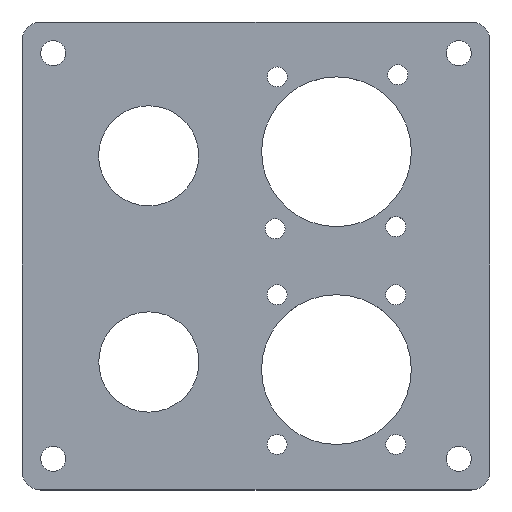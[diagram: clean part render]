
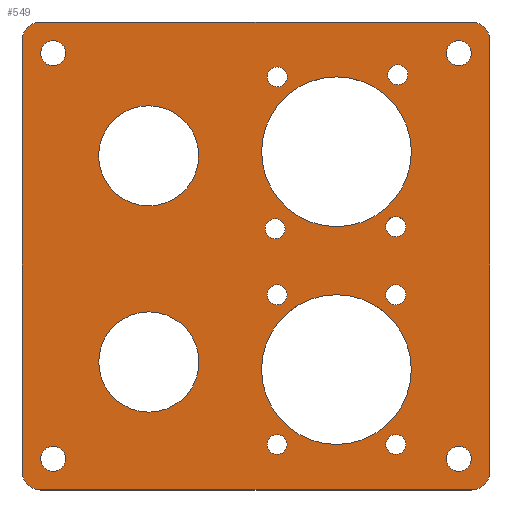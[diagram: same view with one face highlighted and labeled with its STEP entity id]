
A CAD part, top view. The second image highlights one B-rep face of the part: STEP entity #549.
In plain terms, the highlighted planar face has unit normal (0, 0, 1).
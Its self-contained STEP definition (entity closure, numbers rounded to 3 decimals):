
#15=FACE_BOUND('',#104,.T.);
#16=FACE_BOUND('',#105,.T.);
#17=FACE_BOUND('',#106,.T.);
#18=FACE_BOUND('',#107,.T.);
#19=FACE_BOUND('',#108,.T.);
#20=FACE_BOUND('',#109,.T.);
#21=FACE_BOUND('',#110,.T.);
#22=FACE_BOUND('',#111,.T.);
#23=FACE_BOUND('',#112,.T.);
#24=FACE_BOUND('',#113,.T.);
#25=FACE_BOUND('',#114,.T.);
#26=FACE_BOUND('',#115,.T.);
#27=FACE_BOUND('',#116,.T.);
#28=FACE_BOUND('',#117,.T.);
#29=FACE_BOUND('',#118,.T.);
#30=FACE_BOUND('',#119,.T.);
#51=PLANE('',#629);
#77=FACE_OUTER_BOUND('',#103,.T.);
#103=EDGE_LOOP('',(#457,#458,#459,#460,#461,#462,#463,#464));
#104=EDGE_LOOP('',(#465));
#105=EDGE_LOOP('',(#466));
#106=EDGE_LOOP('',(#467));
#107=EDGE_LOOP('',(#468));
#108=EDGE_LOOP('',(#469));
#109=EDGE_LOOP('',(#470));
#110=EDGE_LOOP('',(#471));
#111=EDGE_LOOP('',(#472));
#112=EDGE_LOOP('',(#473));
#113=EDGE_LOOP('',(#474));
#114=EDGE_LOOP('',(#475));
#115=EDGE_LOOP('',(#476));
#116=EDGE_LOOP('',(#477));
#117=EDGE_LOOP('',(#478));
#118=EDGE_LOOP('',(#479));
#119=EDGE_LOOP('',(#480));
#155=LINE('',#901,#187);
#159=LINE('',#913,#191);
#163=LINE('',#925,#195);
#167=LINE('',#937,#199);
#187=VECTOR('',#749,10.);
#191=VECTOR('',#761,10.);
#195=VECTOR('',#773,10.);
#199=VECTOR('',#785,10.);
#201=CIRCLE('',#566,8.023);
#203=CIRCLE('',#569,1.6);
#205=CIRCLE('',#572,2.);
#207=CIRCLE('',#575,2.);
#209=CIRCLE('',#578,1.6);
#211=CIRCLE('',#581,12.);
#213=CIRCLE('',#584,12.);
#215=CIRCLE('',#587,1.6);
#217=CIRCLE('',#590,1.6);
#219=CIRCLE('',#593,2.);
#221=CIRCLE('',#596,2.);
#223=CIRCLE('',#599,8.031);
#225=CIRCLE('',#602,1.6);
#227=CIRCLE('',#605,1.6);
#229=CIRCLE('',#608,1.6);
#231=CIRCLE('',#611,1.6);
#234=CIRCLE('',#616,3.);
#236=CIRCLE('',#620,3.);
#238=CIRCLE('',#624,3.);
#240=CIRCLE('',#628,3.);
#241=VERTEX_POINT('',#799);
#243=VERTEX_POINT('',#805);
#245=VERTEX_POINT('',#811);
#247=VERTEX_POINT('',#817);
#249=VERTEX_POINT('',#823);
#251=VERTEX_POINT('',#829);
#253=VERTEX_POINT('',#835);
#255=VERTEX_POINT('',#841);
#257=VERTEX_POINT('',#847);
#259=VERTEX_POINT('',#853);
#261=VERTEX_POINT('',#859);
#263=VERTEX_POINT('',#865);
#265=VERTEX_POINT('',#871);
#267=VERTEX_POINT('',#877);
#269=VERTEX_POINT('',#883);
#271=VERTEX_POINT('',#889);
#275=VERTEX_POINT('',#898);
#276=VERTEX_POINT('',#900);
#278=VERTEX_POINT('',#906);
#280=VERTEX_POINT('',#912);
#282=VERTEX_POINT('',#918);
#284=VERTEX_POINT('',#924);
#286=VERTEX_POINT('',#930);
#288=VERTEX_POINT('',#936);
#289=EDGE_CURVE('',#241,#241,#201,.T.);
#292=EDGE_CURVE('',#243,#243,#203,.T.);
#295=EDGE_CURVE('',#245,#245,#205,.T.);
#298=EDGE_CURVE('',#247,#247,#207,.T.);
#301=EDGE_CURVE('',#249,#249,#209,.F.);
#304=EDGE_CURVE('',#251,#251,#211,.T.);
#307=EDGE_CURVE('',#253,#253,#213,.T.);
#310=EDGE_CURVE('',#255,#255,#215,.T.);
#313=EDGE_CURVE('',#257,#257,#217,.F.);
#316=EDGE_CURVE('',#259,#259,#219,.T.);
#319=EDGE_CURVE('',#261,#261,#221,.T.);
#322=EDGE_CURVE('',#263,#263,#223,.T.);
#325=EDGE_CURVE('',#265,#265,#225,.F.);
#328=EDGE_CURVE('',#267,#267,#227,.F.);
#331=EDGE_CURVE('',#269,#269,#229,.T.);
#334=EDGE_CURVE('',#271,#271,#231,.T.);
#339=EDGE_CURVE('',#276,#275,#155,.T.);
#342=EDGE_CURVE('',#278,#276,#234,.T.);
#345=EDGE_CURVE('',#280,#278,#159,.T.);
#348=EDGE_CURVE('',#282,#280,#236,.T.);
#351=EDGE_CURVE('',#284,#282,#163,.T.);
#354=EDGE_CURVE('',#286,#284,#238,.T.);
#357=EDGE_CURVE('',#288,#286,#167,.T.);
#360=EDGE_CURVE('',#275,#288,#240,.T.);
#457=ORIENTED_EDGE('',*,*,#360,.T.);
#458=ORIENTED_EDGE('',*,*,#357,.T.);
#459=ORIENTED_EDGE('',*,*,#354,.T.);
#460=ORIENTED_EDGE('',*,*,#351,.T.);
#461=ORIENTED_EDGE('',*,*,#348,.T.);
#462=ORIENTED_EDGE('',*,*,#345,.T.);
#463=ORIENTED_EDGE('',*,*,#342,.T.);
#464=ORIENTED_EDGE('',*,*,#339,.T.);
#465=ORIENTED_EDGE('',*,*,#334,.T.);
#466=ORIENTED_EDGE('',*,*,#331,.T.);
#467=ORIENTED_EDGE('',*,*,#328,.T.);
#468=ORIENTED_EDGE('',*,*,#325,.T.);
#469=ORIENTED_EDGE('',*,*,#322,.T.);
#470=ORIENTED_EDGE('',*,*,#319,.T.);
#471=ORIENTED_EDGE('',*,*,#316,.T.);
#472=ORIENTED_EDGE('',*,*,#313,.T.);
#473=ORIENTED_EDGE('',*,*,#310,.T.);
#474=ORIENTED_EDGE('',*,*,#307,.T.);
#475=ORIENTED_EDGE('',*,*,#304,.T.);
#476=ORIENTED_EDGE('',*,*,#301,.T.);
#477=ORIENTED_EDGE('',*,*,#298,.T.);
#478=ORIENTED_EDGE('',*,*,#295,.T.);
#479=ORIENTED_EDGE('',*,*,#292,.T.);
#480=ORIENTED_EDGE('',*,*,#289,.T.);
#549=ADVANCED_FACE('',(#77,#15,#16,#17,#18,#19,#20,#21,#22,#23,#24,#25,
#26,#27,#28,#29,#30),#51,.T.);
#566=AXIS2_PLACEMENT_3D('',#800,#635,#636);
#569=AXIS2_PLACEMENT_3D('',#806,#642,#643);
#572=AXIS2_PLACEMENT_3D('',#812,#649,#650);
#575=AXIS2_PLACEMENT_3D('',#818,#656,#657);
#578=AXIS2_PLACEMENT_3D('',#824,#663,#664);
#581=AXIS2_PLACEMENT_3D('',#830,#670,#671);
#584=AXIS2_PLACEMENT_3D('',#836,#677,#678);
#587=AXIS2_PLACEMENT_3D('',#842,#684,#685);
#590=AXIS2_PLACEMENT_3D('',#848,#691,#692);
#593=AXIS2_PLACEMENT_3D('',#854,#698,#699);
#596=AXIS2_PLACEMENT_3D('',#860,#705,#706);
#599=AXIS2_PLACEMENT_3D('',#866,#712,#713);
#602=AXIS2_PLACEMENT_3D('',#872,#719,#720);
#605=AXIS2_PLACEMENT_3D('',#878,#726,#727);
#608=AXIS2_PLACEMENT_3D('',#884,#733,#734);
#611=AXIS2_PLACEMENT_3D('',#890,#740,#741);
#616=AXIS2_PLACEMENT_3D('',#907,#755,#756);
#620=AXIS2_PLACEMENT_3D('',#919,#767,#768);
#624=AXIS2_PLACEMENT_3D('',#931,#779,#780);
#628=AXIS2_PLACEMENT_3D('',#941,#791,#792);
#629=AXIS2_PLACEMENT_3D('',#942,#793,#794);
#635=DIRECTION('center_axis',(0.,0.,-1.));
#636=DIRECTION('ref_axis',(1.,0.,0.));
#642=DIRECTION('center_axis',(0.,0.,-1.));
#643=DIRECTION('ref_axis',(1.,0.,0.));
#649=DIRECTION('center_axis',(0.,0.,-1.));
#650=DIRECTION('ref_axis',(1.,0.,0.));
#656=DIRECTION('center_axis',(0.,0.,-1.));
#657=DIRECTION('ref_axis',(1.,0.,0.));
#663=DIRECTION('center_axis',(0.,0.,1.));
#664=DIRECTION('ref_axis',(1.,0.,0.));
#670=DIRECTION('center_axis',(0.,0.,-1.));
#671=DIRECTION('ref_axis',(1.,0.,0.));
#677=DIRECTION('center_axis',(0.,0.,-1.));
#678=DIRECTION('ref_axis',(1.,0.,0.));
#684=DIRECTION('center_axis',(0.,0.,-1.));
#685=DIRECTION('ref_axis',(1.,0.,0.));
#691=DIRECTION('center_axis',(0.,0.,1.));
#692=DIRECTION('ref_axis',(1.,0.,0.));
#698=DIRECTION('center_axis',(0.,0.,-1.));
#699=DIRECTION('ref_axis',(1.,0.,0.));
#705=DIRECTION('center_axis',(0.,0.,-1.));
#706=DIRECTION('ref_axis',(1.,0.,0.));
#712=DIRECTION('center_axis',(0.,0.,-1.));
#713=DIRECTION('ref_axis',(1.,0.,0.));
#719=DIRECTION('center_axis',(0.,0.,1.));
#720=DIRECTION('ref_axis',(1.,0.,0.));
#726=DIRECTION('center_axis',(0.,0.,1.));
#727=DIRECTION('ref_axis',(1.,0.,0.));
#733=DIRECTION('center_axis',(0.,0.,-1.));
#734=DIRECTION('ref_axis',(1.,0.,0.));
#740=DIRECTION('center_axis',(0.,0.,-1.));
#741=DIRECTION('ref_axis',(1.,0.,0.));
#749=DIRECTION('',(0.,1.,0.));
#755=DIRECTION('center_axis',(0.,0.,1.));
#756=DIRECTION('ref_axis',(0.,-1.,0.));
#761=DIRECTION('',(1.,0.,0.));
#767=DIRECTION('center_axis',(0.,0.,1.));
#768=DIRECTION('ref_axis',(-1.,0.,0.));
#773=DIRECTION('',(0.,-1.,0.));
#779=DIRECTION('center_axis',(0.,0.,1.));
#780=DIRECTION('ref_axis',(0.,1.,0.));
#785=DIRECTION('',(-1.,0.,0.));
#791=DIRECTION('center_axis',(0.,0.,1.));
#792=DIRECTION('ref_axis',(1.,0.,0.));
#793=DIRECTION('center_axis',(0.,0.,1.));
#794=DIRECTION('ref_axis',(1.,0.,0.));
#799=CARTESIAN_POINT('',(143.234,-6.215,2.));
#800=CARTESIAN_POINT('Origin',(151.257,-6.215,2.));
#805=CARTESIAN_POINT('',(170.244,-52.477,2.));
#806=CARTESIAN_POINT('Origin',(171.844,-52.477,2.));
#811=CARTESIAN_POINT('',(198.957,-54.771,2.));
#812=CARTESIAN_POINT('Origin',(200.957,-54.771,2.));
#817=CARTESIAN_POINT('',(133.957,-54.771,2.));
#818=CARTESIAN_POINT('Origin',(135.957,-54.771,2.));
#823=CARTESIAN_POINT('',(189.256,-17.568,2.));
#824=CARTESIAN_POINT('Origin',(190.856,-17.568,2.));
#829=CARTESIAN_POINT('',(169.356,-5.568,2.));
#830=CARTESIAN_POINT('Origin',(181.356,-5.568,2.));
#835=CARTESIAN_POINT('',(169.344,-40.477,2.));
#836=CARTESIAN_POINT('Origin',(181.344,-40.477,2.));
#841=CARTESIAN_POINT('',(170.244,-28.477,2.));
#842=CARTESIAN_POINT('Origin',(171.844,-28.477,2.));
#847=CARTESIAN_POINT('',(169.926,-17.912,2.));
#848=CARTESIAN_POINT('Origin',(171.526,-17.912,2.));
#853=CARTESIAN_POINT('',(198.957,10.229,2.));
#854=CARTESIAN_POINT('Origin',(200.957,10.229,2.));
#859=CARTESIAN_POINT('',(133.957,10.229,2.));
#860=CARTESIAN_POINT('Origin',(135.957,10.229,2.));
#865=CARTESIAN_POINT('',(143.253,-39.26,2.));
#866=CARTESIAN_POINT('Origin',(151.285,-39.26,2.));
#871=CARTESIAN_POINT('',(170.256,6.432,2.));
#872=CARTESIAN_POINT('Origin',(171.856,6.432,2.));
#877=CARTESIAN_POINT('',(189.586,6.777,2.));
#878=CARTESIAN_POINT('Origin',(191.186,6.777,2.));
#883=CARTESIAN_POINT('',(189.244,-52.477,2.));
#884=CARTESIAN_POINT('Origin',(190.844,-52.477,2.));
#889=CARTESIAN_POINT('',(189.244,-28.477,2.));
#890=CARTESIAN_POINT('Origin',(190.844,-28.477,2.));
#898=CARTESIAN_POINT('',(205.957,12.229,2.));
#900=CARTESIAN_POINT('',(205.957,-56.771,2.));
#901=CARTESIAN_POINT('',(205.957,-56.771,2.));
#906=CARTESIAN_POINT('',(202.957,-59.771,2.));
#907=CARTESIAN_POINT('Origin',(202.957,-56.771,2.));
#912=CARTESIAN_POINT('',(133.957,-59.771,2.));
#913=CARTESIAN_POINT('',(133.957,-59.771,2.));
#918=CARTESIAN_POINT('',(130.957,-56.771,2.));
#919=CARTESIAN_POINT('Origin',(133.957,-56.771,2.));
#924=CARTESIAN_POINT('',(130.957,12.229,2.));
#925=CARTESIAN_POINT('',(130.957,12.229,2.));
#930=CARTESIAN_POINT('',(133.957,15.229,2.));
#931=CARTESIAN_POINT('Origin',(133.957,12.229,2.));
#936=CARTESIAN_POINT('',(202.957,15.229,2.));
#937=CARTESIAN_POINT('',(202.957,15.229,2.));
#941=CARTESIAN_POINT('Origin',(202.957,12.229,2.));
#942=CARTESIAN_POINT('Origin',(168.457,-22.271,2.));
